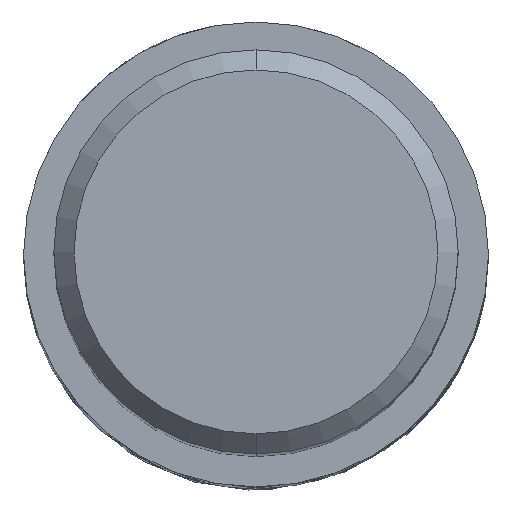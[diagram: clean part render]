
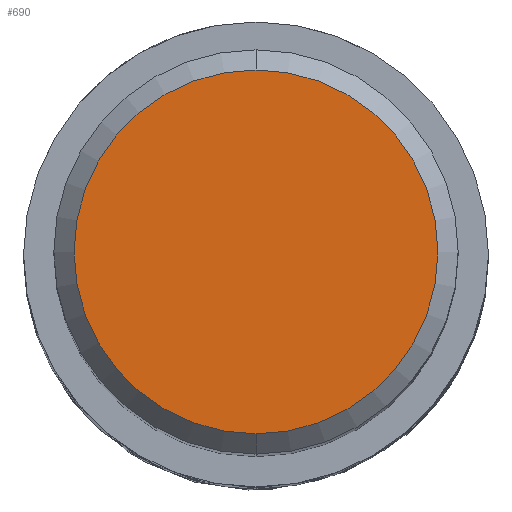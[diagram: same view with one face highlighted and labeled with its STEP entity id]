
A CAD part, top view. The second image highlights one B-rep face of the part: STEP entity #690.
In plain terms, the highlighted planar face has unit normal (0, 0, 1).
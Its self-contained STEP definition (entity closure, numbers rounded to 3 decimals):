
#350=EDGE_CURVE('',#596,#732,#888,.T.);
#596=VERTEX_POINT('',#1157);
#666=EDGE_CURVE('',#732,#596,#1232,.T.);
#690=ADVANCED_FACE('',(#1258),#1259,.T.);
#732=VERTEX_POINT('',#1307);
#888=CIRCLE('',#1542,5.4);
#1157=CARTESIAN_POINT('',(0.,-5.4,0.0));
#1232=CIRCLE('',#3648,5.4);
#1258=FACE_OUTER_BOUND('',#3738,.T.);
#1259=PLANE('',#3739);
#1307=CARTESIAN_POINT('',(0.0,5.4,0.0));
#1542=AXIS2_PLACEMENT_3D('',#5081,#5082,#5083);
#3648=AXIS2_PLACEMENT_3D('',#5456,#5457,#5458);
#3738=EDGE_LOOP('',(#5490,#5491));
#3739=AXIS2_PLACEMENT_3D('',#5492,#5493,#5494);
#5081=CARTESIAN_POINT('',(0.0,0.0,0.0));
#5082=DIRECTION('',(0.0,0.0,-1.0));
#5083=DIRECTION('',(0.0,1.0,0.0));
#5456=CARTESIAN_POINT('',(0.0,0.0,0.0));
#5457=DIRECTION('',(0.0,0.0,-1.0));
#5458=DIRECTION('',(0.0,1.0,0.0));
#5490=ORIENTED_EDGE('',*,*,#666,.F.);
#5491=ORIENTED_EDGE('',*,*,#350,.F.);
#5492=CARTESIAN_POINT('',(0.0,2.7,0.0));
#5493=DIRECTION('',(-0.0,0.0,1.0));
#5494=DIRECTION('',(0.0,-1.0,0.0));
